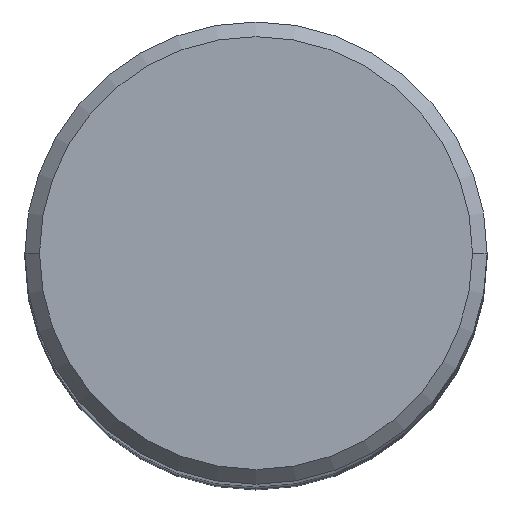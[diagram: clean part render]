
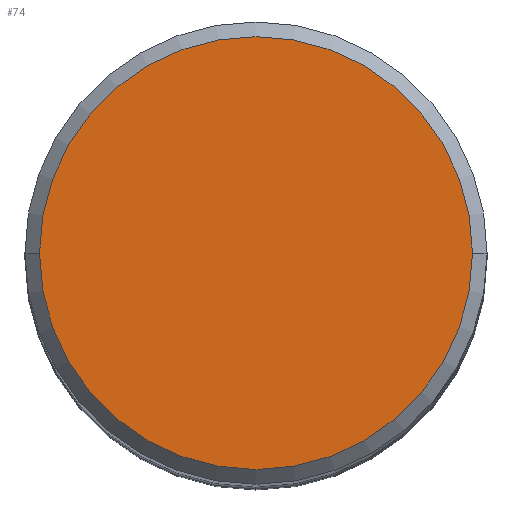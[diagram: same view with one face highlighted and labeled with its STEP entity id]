
A CAD part, top view. The second image highlights one B-rep face of the part: STEP entity #74.
In plain terms, the highlighted planar face has unit normal (0, 0, 1).
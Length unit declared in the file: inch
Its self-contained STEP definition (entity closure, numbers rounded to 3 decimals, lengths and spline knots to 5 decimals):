
#42 = VERTEX_POINT ( 'NONE', #60 ) ;
#60 = CARTESIAN_POINT ( 'NONE',  ( -0.29495, 0., 0. ) ) ;
#67 = PLANE ( 'NONE',  #438 ) ;
#74 = ADVANCED_FACE ( 'NONE', ( #535 ), #67, .F. ) ;
#82 = CARTESIAN_POINT ( 'NONE',  ( 0., 0.29495, 0. ) ) ;
#133 = EDGE_CURVE ( 'NONE', #324, #42, #189, .T. ) ;
#156 = DIRECTION ( 'NONE',  ( -1., 0., 0. ) ) ;
#166 = CARTESIAN_POINT ( 'NONE',  ( 0.29495, 0., 0. ) ) ;
#189 = CIRCLE ( 'NONE', #420, 0.29495 ) ;
#256 = ORIENTED_EDGE ( 'NONE', *, *, #259, .T. ) ;
#259 = EDGE_CURVE ( 'NONE', #42, #324, #413, .T. ) ;
#284 = DIRECTION ( 'NONE',  ( 1., 0., 0. ) ) ;
#324 = VERTEX_POINT ( 'NONE', #166 ) ;
#334 = DIRECTION ( 'NONE',  ( 0., 0., 1. ) ) ;
#348 = DIRECTION ( 'NONE',  ( 0., 0., 1. ) ) ;
#371 = EDGE_LOOP ( 'NONE', ( #256, #542 ) ) ;
#376 = AXIS2_PLACEMENT_3D ( 'NONE', #377, #334, #284 ) ;
#377 = CARTESIAN_POINT ( 'NONE',  ( 0., 0., 0. ) ) ;
#382 = CARTESIAN_POINT ( 'NONE',  ( 0., 0., 0. ) ) ;
#413 = CIRCLE ( 'NONE', #376, 0.29495 ) ;
#420 = AXIS2_PLACEMENT_3D ( 'NONE', #382, #348, #548 ) ;
#438 = AXIS2_PLACEMENT_3D ( 'NONE', #82, #545, #156 ) ;
#535 = FACE_OUTER_BOUND ( 'NONE', #371, .T. ) ;
#542 = ORIENTED_EDGE ( 'NONE', *, *, #133, .T. ) ;
#545 = DIRECTION ( 'NONE',  ( 0., 0., -1. ) ) ;
#548 = DIRECTION ( 'NONE',  ( 1., 0., 0. ) ) ;
